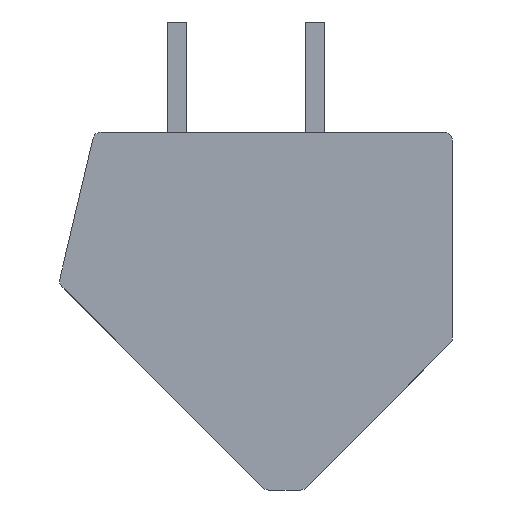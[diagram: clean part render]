
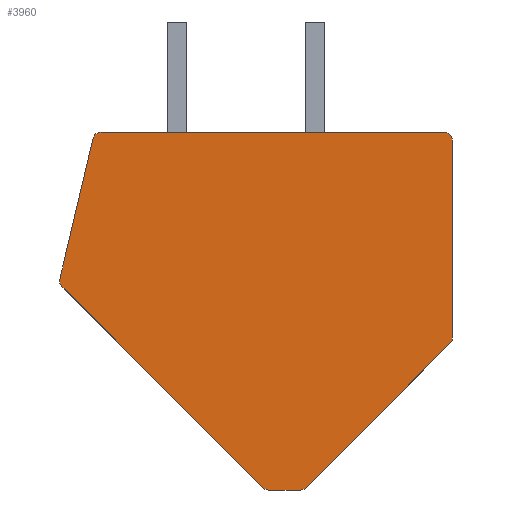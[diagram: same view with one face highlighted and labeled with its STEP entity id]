
A CAD part, front view. The second image highlights one B-rep face of the part: STEP entity #3960.
In plain terms, the highlighted planar face has unit normal (0, -1, 0).
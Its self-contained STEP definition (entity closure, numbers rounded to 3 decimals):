
#743=CARTESIAN_POINT('',(1.626,-3.54,-6.2));
#744=DIRECTION('',(0.,-1.,0.));
#745=DIRECTION('',(0.,0.,-1.));
#746=AXIS2_PLACEMENT_3D('',#743,#744,#745);
#748=DIRECTION('',(1.,0.,0.));
#749=VECTOR('',#748,1.151);
#750=CARTESIAN_POINT('',(0.474,-3.54,-6.5));
#751=LINE('',#750,#749);
#752=CARTESIAN_POINT('',(0.474,-3.54,-6.2));
#753=DIRECTION('',(0.,-1.,0.));
#754=DIRECTION('',(-0.707,0.,-0.707));
#755=AXIS2_PLACEMENT_3D('',#752,#753,#754);
#757=DIRECTION('',(0.707,0.,-0.707));
#758=VECTOR('',#757,10.315);
#759=CARTESIAN_POINT('',(-7.032,-3.54,0.882));
#760=LINE('',#759,#758);
#761=CARTESIAN_POINT('',(-6.82,-3.54,1.094));
#762=DIRECTION('',(0.,-1.,0.));
#763=DIRECTION('',(-0.973,0.,0.23));
#764=AXIS2_PLACEMENT_3D('',#761,#762,#763);
#766=DIRECTION('',(-0.23,0.,-0.973));
#767=VECTOR('',#766,5.247);
#768=CARTESIAN_POINT('',(-5.905,-3.54,6.269));
#769=LINE('',#768,#767);
#770=CARTESIAN_POINT('',(-5.613,-3.54,6.2));
#771=DIRECTION('',(0.,-1.,0.));
#772=DIRECTION('',(0.,0.,1.));
#773=AXIS2_PLACEMENT_3D('',#770,#771,#772);
#775=DIRECTION('',(-1.,0.,0.));
#776=VECTOR('',#775,12.463);
#777=CARTESIAN_POINT('',(6.85,-3.54,6.5));
#778=LINE('',#777,#776);
#779=CARTESIAN_POINT('',(6.85,-3.54,6.2));
#780=DIRECTION('',(0.,-1.,0.));
#781=DIRECTION('',(1.,0.,0.));
#782=AXIS2_PLACEMENT_3D('',#779,#780,#781);
#784=DIRECTION('',(0.,0.,1.));
#785=VECTOR('',#784,7.176);
#786=CARTESIAN_POINT('',(7.15,-3.54,-0.976));
#787=LINE('',#786,#785);
#788=CARTESIAN_POINT('',(6.85,-3.54,-0.976));
#789=DIRECTION('',(0.,-1.,0.));
#790=DIRECTION('',(0.707,0.,-0.707));
#791=AXIS2_PLACEMENT_3D('',#788,#789,#790);
#793=DIRECTION('',(0.707,0.,0.707));
#794=VECTOR('',#793,7.388);
#795=CARTESIAN_POINT('',(1.838,-3.54,-6.412));
#796=LINE('',#795,#794);
#2549=CARTESIAN_POINT('',(1.626,-3.54,-6.5));
#2550=CARTESIAN_POINT('',(1.838,-3.54,-6.412));
#2551=VERTEX_POINT('',#2549);
#2552=VERTEX_POINT('',#2550);
#2553=CARTESIAN_POINT('',(7.062,-3.54,-1.188));
#2554=VERTEX_POINT('',#2553);
#2555=CARTESIAN_POINT('',(7.15,-3.54,-0.976));
#2556=VERTEX_POINT('',#2555);
#2557=CARTESIAN_POINT('',(7.15,-3.54,6.2));
#2558=VERTEX_POINT('',#2557);
#2559=CARTESIAN_POINT('',(6.85,-3.54,6.5));
#2560=VERTEX_POINT('',#2559);
#2561=CARTESIAN_POINT('',(-5.613,-3.54,6.5));
#2562=VERTEX_POINT('',#2561);
#2563=CARTESIAN_POINT('',(-5.905,-3.54,6.269));
#2564=VERTEX_POINT('',#2563);
#2565=CARTESIAN_POINT('',(-7.112,-3.54,1.163));
#2566=VERTEX_POINT('',#2565);
#2567=CARTESIAN_POINT('',(-7.032,-3.54,0.882));
#2568=VERTEX_POINT('',#2567);
#2569=CARTESIAN_POINT('',(0.262,-3.54,-6.412));
#2570=VERTEX_POINT('',#2569);
#2571=CARTESIAN_POINT('',(0.474,-3.54,-6.5));
#2572=VERTEX_POINT('',#2571);
#3941=CARTESIAN_POINT('',(0.,-3.54,0.));
#3942=DIRECTION('',(0.,-1.,0.));
#3943=DIRECTION('',(-1.,0.,0.));
#3944=AXIS2_PLACEMENT_3D('',#3941,#3942,#3943);
#3945=PLANE('',#3944);
#3946=ORIENTED_EDGE('',*,*,#3380,.F.);
#3947=ORIENTED_EDGE('',*,*,#3395,.F.);
#3948=ORIENTED_EDGE('',*,*,#3409,.F.);
#3949=ORIENTED_EDGE('',*,*,#3423,.F.);
#3950=ORIENTED_EDGE('',*,*,#3597,.F.);
#3951=ORIENTED_EDGE('',*,*,#3611,.F.);
#3952=ORIENTED_EDGE('',*,*,#3625,.F.);
#3953=ORIENTED_EDGE('',*,*,#3639,.F.);
#3954=ORIENTED_EDGE('',*,*,#3813,.F.);
#3955=ORIENTED_EDGE('',*,*,#3827,.F.);
#3956=ORIENTED_EDGE('',*,*,#3841,.F.);
#3957=ORIENTED_EDGE('',*,*,#3854,.F.);
#3958=EDGE_LOOP('',(#3946,#3947,#3948,#3949,#3950,#3951,#3952,#3953,#3954,#3955,
#3956,#3957));
#3959=FACE_OUTER_BOUND('',#3958,.F.);
#3960=ADVANCED_FACE('',(#3959),#3945,.T.);
#747=CIRCLE('',#746,0.3);
#756=CIRCLE('',#755,0.3);
#765=CIRCLE('',#764,0.3);
#774=CIRCLE('',#773,0.3);
#783=CIRCLE('',#782,0.3);
#792=CIRCLE('',#791,0.3);
#3380=EDGE_CURVE('',#2551,#2552,#747,.T.);
#3395=EDGE_CURVE('',#2572,#2551,#751,.T.);
#3409=EDGE_CURVE('',#2570,#2572,#756,.T.);
#3423=EDGE_CURVE('',#2568,#2570,#760,.T.);
#3597=EDGE_CURVE('',#2566,#2568,#765,.T.);
#3611=EDGE_CURVE('',#2564,#2566,#769,.T.);
#3625=EDGE_CURVE('',#2562,#2564,#774,.T.);
#3639=EDGE_CURVE('',#2560,#2562,#778,.T.);
#3813=EDGE_CURVE('',#2558,#2560,#783,.T.);
#3827=EDGE_CURVE('',#2556,#2558,#787,.T.);
#3841=EDGE_CURVE('',#2554,#2556,#792,.T.);
#3854=EDGE_CURVE('',#2552,#2554,#796,.T.);
